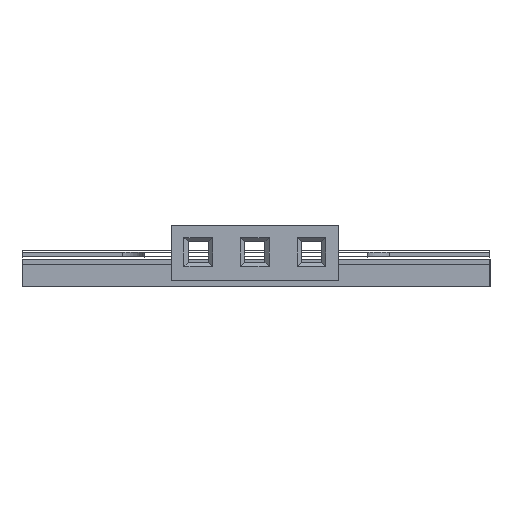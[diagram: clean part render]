
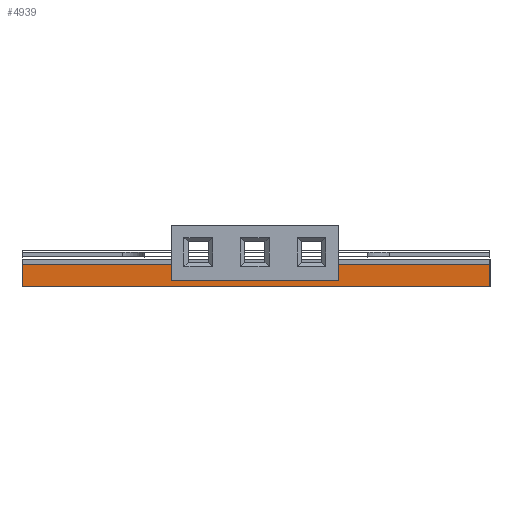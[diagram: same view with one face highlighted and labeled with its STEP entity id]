
A CAD part, left-side view. The second image highlights one B-rep face of the part: STEP entity #4939.
In plain terms, the highlighted planar face has unit normal (-1, 0, 0).
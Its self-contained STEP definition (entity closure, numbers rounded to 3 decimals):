
#336 = VECTOR ( 'NONE', #4082, 1000. ) ;
#399 = LINE ( 'NONE', #1136, #3385 ) ;
#448 = VECTOR ( 'NONE', #3175, 1000. ) ;
#553 = VERTEX_POINT ( 'NONE', #2742 ) ;
#687 = CARTESIAN_POINT ( 'NONE',  ( 40., 15.5, -1.36 ) ) ;
#783 = CARTESIAN_POINT ( 'NONE',  ( 40., 15.5, -0.36 ) ) ;
#834 = ORIENTED_EDGE ( 'NONE', *, *, #1040, .T. ) ;
#868 = CARTESIAN_POINT ( 'NONE',  ( 40., -5.5, -0.36 ) ) ;
#887 = CARTESIAN_POINT ( 'NONE',  ( 40., -5.5, -1.36 ) ) ;
#1040 = EDGE_CURVE ( 'NONE', #553, #1700, #399, .T. ) ;
#1136 = CARTESIAN_POINT ( 'NONE',  ( 40., 15.5, -1.36 ) ) ;
#1494 = LINE ( 'NONE', #2136, #336 ) ;
#1515 = EDGE_CURVE ( 'NONE', #1700, #3574, #3137, .T. ) ;
#1698 = ORIENTED_EDGE ( 'NONE', *, *, #3371, .F. ) ;
#1700 = VERTEX_POINT ( 'NONE', #4018 ) ;
#2051 = EDGE_LOOP ( 'NONE', ( #1698, #2179, #834, #4825 ) ) ;
#2134 = DIRECTION ( 'NONE',  ( 0., 0., 1. ) ) ;
#2136 = CARTESIAN_POINT ( 'NONE',  ( 40., 15.5, -0.36 ) ) ;
#2179 = ORIENTED_EDGE ( 'NONE', *, *, #3525, .F. ) ;
#2583 = VECTOR ( 'NONE', #2134, 1000. ) ;
#2742 = CARTESIAN_POINT ( 'NONE',  ( 40., 15.5, -1.36 ) ) ;
#2930 = DIRECTION ( 'NONE',  ( 0., -1., 0. ) ) ;
#3137 = LINE ( 'NONE', #887, #2583 ) ;
#3175 = DIRECTION ( 'NONE',  ( 0., 0., 1. ) ) ;
#3371 = EDGE_CURVE ( 'NONE', #4917, #3574, #1494, .T. ) ;
#3385 = VECTOR ( 'NONE', #2930, 1000. ) ;
#3525 = EDGE_CURVE ( 'NONE', #553, #4917, #4585, .T. ) ;
#3545 = AXIS2_PLACEMENT_3D ( 'NONE', #687, #4957, #4562 ) ;
#3574 = VERTEX_POINT ( 'NONE', #868 ) ;
#4018 = CARTESIAN_POINT ( 'NONE',  ( 40., -5.5, -1.36 ) ) ;
#4082 = DIRECTION ( 'NONE',  ( 0., -1., 0. ) ) ;
#4177 = FACE_OUTER_BOUND ( 'NONE', #2051, .T. ) ;
#4345 = CARTESIAN_POINT ( 'NONE',  ( 40., 15.5, -1.36 ) ) ;
#4562 = DIRECTION ( 'NONE',  ( 0., -1., 0. ) ) ;
#4585 = LINE ( 'NONE', #4345, #448 ) ;
#4592 = PLANE ( 'NONE',  #3545 ) ;
#4825 = ORIENTED_EDGE ( 'NONE', *, *, #1515, .T. ) ;
#4917 = VERTEX_POINT ( 'NONE', #783 ) ;
#4939 = ADVANCED_FACE ( 'NONE', ( #4177 ), #4592, .T. ) ;
#4957 = DIRECTION ( 'NONE',  ( -1., 0., 0. ) ) ;
